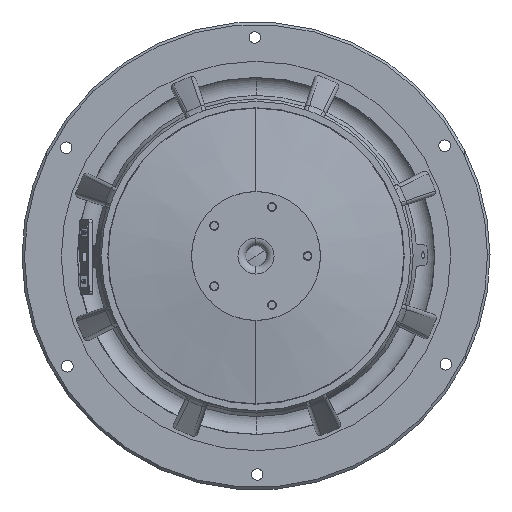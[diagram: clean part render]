
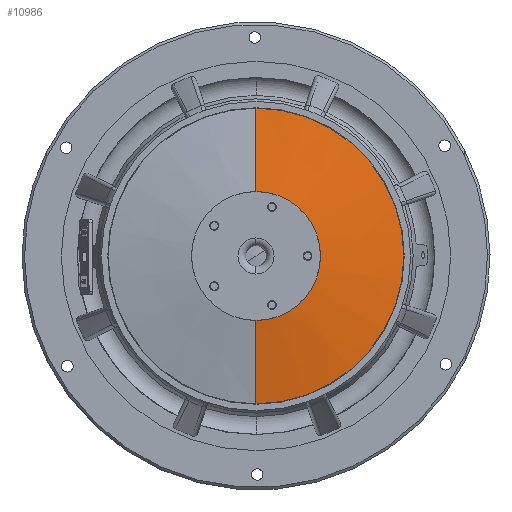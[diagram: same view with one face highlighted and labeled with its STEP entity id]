
A CAD part, front view. The second image highlights one B-rep face of the part: STEP entity #10986.
In plain terms, the highlighted conical face has half-angle 81.254 degrees and reference radius 25 mm.
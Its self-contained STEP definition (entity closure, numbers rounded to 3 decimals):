
#205 = VECTOR ( 'NONE', #4366, 1000. ) ;
#229 = AXIS2_PLACEMENT_3D ( 'NONE', #15392, #3403, #3324 ) ;
#442 = EDGE_CURVE ( 'NONE', #1923, #10413, #8152, .T. ) ;
#842 = CARTESIAN_POINT ( 'NONE',  ( 0., -17.344, -57.33 ) ) ;
#865 = DIRECTION ( 'NONE',  ( 0., -1., 0. ) ) ;
#1388 = CARTESIAN_POINT ( 'NONE',  ( 0., -22.318, 25. ) ) ;
#1923 = VERTEX_POINT ( 'NONE', #3743 ) ;
#2211 = DIRECTION ( 'NONE',  ( 0., 0., 1. ) ) ;
#2271 = CARTESIAN_POINT ( 'NONE',  ( 0., -17.344, 0. ) ) ;
#3324 = DIRECTION ( 'NONE',  ( 0., 0., -1. ) ) ;
#3403 = DIRECTION ( 'NONE',  ( 0., 1., 0. ) ) ;
#3651 = AXIS2_PLACEMENT_3D ( 'NONE', #12882, #8188, #2211 ) ;
#3743 = CARTESIAN_POINT ( 'NONE',  ( 0., -22.316, 25.015 ) ) ;
#4366 = DIRECTION ( 'NONE',  ( 0., 0.152, -0.988 ) ) ;
#4733 = LINE ( 'NONE', #1388, #15113 ) ;
#6065 = AXIS2_PLACEMENT_3D ( 'NONE', #2271, #865, #9032 ) ;
#6563 = CIRCLE ( 'NONE', #6065, 57.33 ) ;
#8103 = FACE_OUTER_BOUND ( 'NONE', #14207, .T. ) ;
#8152 = CIRCLE ( 'NONE', #229, 25.015 ) ;
#8188 = DIRECTION ( 'NONE',  ( 0., 1., 0. ) ) ;
#9032 = DIRECTION ( 'NONE',  ( 0., 0., -1. ) ) ;
#9041 = EDGE_CURVE ( 'NONE', #11539, #12878, #6563, .T. ) ;
#9073 = CARTESIAN_POINT ( 'NONE',  ( 0., -17.344, 57.33 ) ) ;
#9485 = DIRECTION ( 'NONE',  ( 0., 0.152, 0.988 ) ) ;
#10355 = CONICAL_SURFACE ( 'NONE', #3651, 25., 1.418 ) ;
#10413 = VERTEX_POINT ( 'NONE', #13826 ) ;
#10432 = ORIENTED_EDGE ( 'NONE', *, *, #12699, .F. ) ;
#10444 = ORIENTED_EDGE ( 'NONE', *, *, #11950, .T. ) ;
#10986 = ADVANCED_FACE ( 'NONE', ( #8103 ), #10355, .T. ) ;
#11152 = ORIENTED_EDGE ( 'NONE', *, *, #9041, .T. ) ;
#11430 = ORIENTED_EDGE ( 'NONE', *, *, #442, .T. ) ;
#11539 = VERTEX_POINT ( 'NONE', #842 ) ;
#11950 = EDGE_CURVE ( 'NONE', #10413, #11539, #14512, .T. ) ;
#12318 = CARTESIAN_POINT ( 'NONE',  ( 0., -22.318, -25. ) ) ;
#12699 = EDGE_CURVE ( 'NONE', #1923, #12878, #4733, .T. ) ;
#12878 = VERTEX_POINT ( 'NONE', #9073 ) ;
#12882 = CARTESIAN_POINT ( 'NONE',  ( 0., -22.318, 0. ) ) ;
#13826 = CARTESIAN_POINT ( 'NONE',  ( 0., -22.316, -25.015 ) ) ;
#14207 = EDGE_LOOP ( 'NONE', ( #11430, #10444, #11152, #10432 ) ) ;
#14512 = LINE ( 'NONE', #12318, #205 ) ;
#15113 = VECTOR ( 'NONE', #9485, 1000. ) ;
#15392 = CARTESIAN_POINT ( 'NONE',  ( 0., -22.316, 0. ) ) ;
